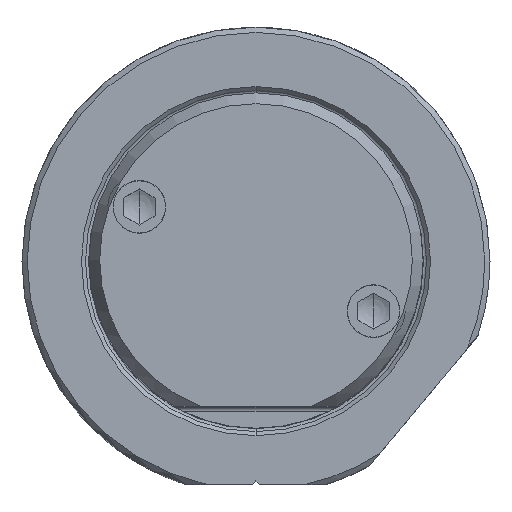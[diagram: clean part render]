
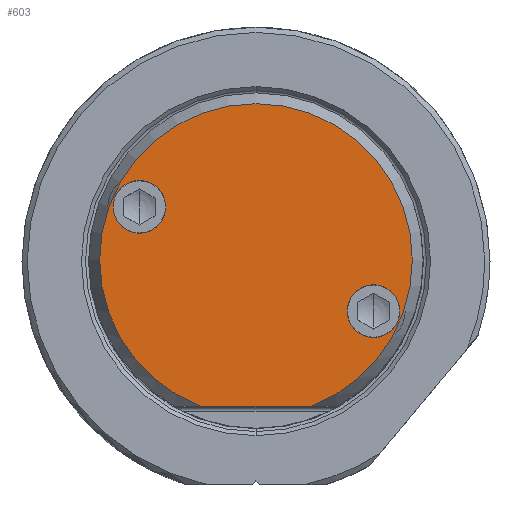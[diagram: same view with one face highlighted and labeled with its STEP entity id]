
A CAD part, top view. The second image highlights one B-rep face of the part: STEP entity #603.
In plain terms, the highlighted planar face has unit normal (0, 0, 1).
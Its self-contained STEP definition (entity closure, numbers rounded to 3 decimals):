
#183=PLANE('',#5709);
#603=ADVANCED_FACE('',(#929,#930,#931),#183,.T.);
#929=FACE_BOUND('',#1031,.T.);
#930=FACE_BOUND('',#1032,.T.);
#931=FACE_BOUND('',#1033,.T.);
#1031=EDGE_LOOP('',(#2699,#2700,#2701,#2702));
#1032=EDGE_LOOP('',(#2703,#2704));
#1033=EDGE_LOOP('',(#2705,#2706));
#1346=CIRCLE('',#5701,14.847);
#1347=CIRCLE('',#5702,14.847);
#1348=CIRCLE('',#5703,14.847);
#1349=CIRCLE('',#5705,2.5);
#1350=CIRCLE('',#5706,2.5);
#1351=CIRCLE('',#5707,2.5);
#1352=CIRCLE('',#5708,2.5);
#1643=LINE('',#11045,#1949);
#1949=VECTOR('',#6603,1.);
#2699=ORIENTED_EDGE('',*,*,#4657,.T.);
#2700=ORIENTED_EDGE('',*,*,#4656,.T.);
#2701=ORIENTED_EDGE('',*,*,#4653,.T.);
#2702=ORIENTED_EDGE('',*,*,#4658,.T.);
#2703=ORIENTED_EDGE('',*,*,#4659,.T.);
#2704=ORIENTED_EDGE('',*,*,#4660,.T.);
#2705=ORIENTED_EDGE('',*,*,#4661,.T.);
#2706=ORIENTED_EDGE('',*,*,#4662,.T.);
#4031=VERTEX_POINT('',#11046);
#4032=VERTEX_POINT('',#11047);
#4033=VERTEX_POINT('',#11058);
#4034=VERTEX_POINT('',#11060);
#4035=VERTEX_POINT('',#11064);
#4036=VERTEX_POINT('',#11065);
#4037=VERTEX_POINT('',#11068);
#4038=VERTEX_POINT('',#11069);
#4653=EDGE_CURVE('',#4031,#4032,#1643,.T.);
#4656=EDGE_CURVE('',#4033,#4031,#1346,.T.);
#4657=EDGE_CURVE('',#4034,#4033,#1347,.T.);
#4658=EDGE_CURVE('',#4032,#4034,#1348,.T.);
#4659=EDGE_CURVE('',#4035,#4036,#1349,.T.);
#4660=EDGE_CURVE('',#4036,#4035,#1350,.T.);
#4661=EDGE_CURVE('',#4037,#4038,#1351,.T.);
#4662=EDGE_CURVE('',#4038,#4037,#1352,.T.);
#5701=AXIS2_PLACEMENT_3D('',#11057,#6606,#6607);
#5702=AXIS2_PLACEMENT_3D('',#11059,#6608,#6609);
#5703=AXIS2_PLACEMENT_3D('',#11061,#6610,#6611);
#5705=AXIS2_PLACEMENT_3D('',#11063,#6614,#6615);
#5706=AXIS2_PLACEMENT_3D('',#11066,#6616,#6617);
#5707=AXIS2_PLACEMENT_3D('',#11067,#6618,#6619);
#5708=AXIS2_PLACEMENT_3D('',#11070,#6620,#6621);
#5709=AXIS2_PLACEMENT_3D('',#11071,#6622,#6623);
#6603=DIRECTION('',(1.,0.,0.));
#6606=DIRECTION('',(0.,0.,1.));
#6607=DIRECTION('',(-1.,0.,0.));
#6608=DIRECTION('',(0.,0.,1.));
#6609=DIRECTION('',(1.,0.,0.));
#6610=DIRECTION('',(0.,0.,1.));
#6611=DIRECTION('',(0.356,-0.935,0.));
#6614=DIRECTION('',(0.,0.,-1.));
#6615=DIRECTION('',(1.,0.,0.));
#6616=DIRECTION('',(0.,0.,-1.));
#6617=DIRECTION('',(-1.,0.,0.));
#6618=DIRECTION('',(0.,0.,-1.));
#6619=DIRECTION('',(1.,0.,0.));
#6620=DIRECTION('',(0.,0.,-1.));
#6621=DIRECTION('',(-1.,0.,0.));
#6622=DIRECTION('',(0.,0.,1.));
#6623=DIRECTION('',(1.,0.,0.));
#11045=CARTESIAN_POINT('',(-5.284,-13.875,60.33));
#11046=CARTESIAN_POINT('',(-5.284,-13.875,60.33));
#11047=CARTESIAN_POINT('',(5.284,-13.875,60.33));
#11057=CARTESIAN_POINT('',(0.,0.,60.33));
#11058=CARTESIAN_POINT('',(-14.847,0.,60.33));
#11059=CARTESIAN_POINT('',(0.,0.,60.33));
#11060=CARTESIAN_POINT('',(14.847,0.,60.33));
#11061=CARTESIAN_POINT('',(0.,0.,60.33));
#11063=CARTESIAN_POINT('',(11.164,-4.851,60.33));
#11064=CARTESIAN_POINT('',(13.664,-4.851,60.33));
#11065=CARTESIAN_POINT('',(8.664,-4.851,60.33));
#11066=CARTESIAN_POINT('',(11.164,-4.851,60.33));
#11067=CARTESIAN_POINT('',(-11.078,5.045,60.33));
#11068=CARTESIAN_POINT('',(-8.578,5.045,60.33));
#11069=CARTESIAN_POINT('',(-13.578,5.045,60.33));
#11070=CARTESIAN_POINT('',(-11.078,5.045,60.33));
#11071=CARTESIAN_POINT('',(0.,0.486,60.33));
